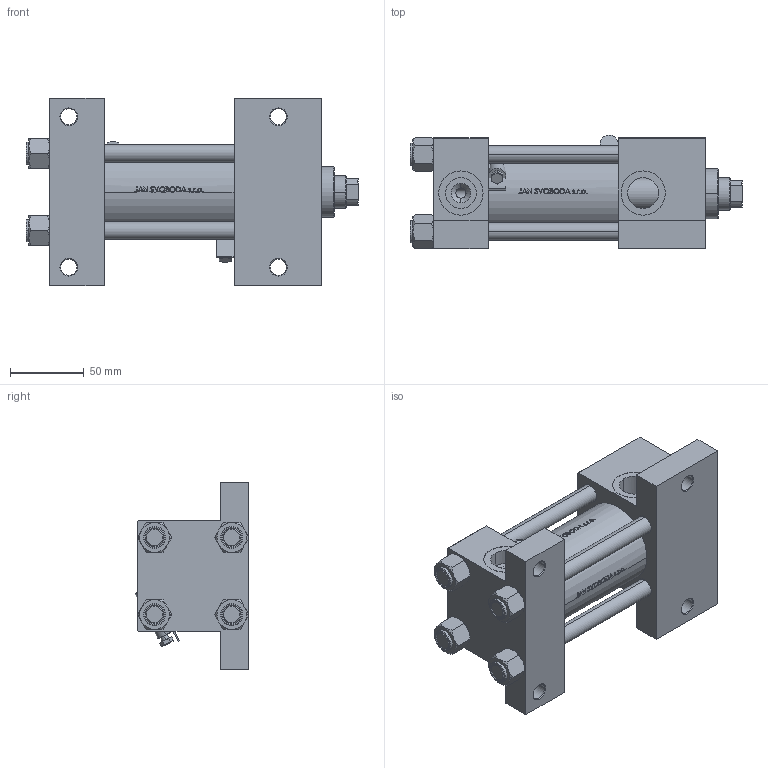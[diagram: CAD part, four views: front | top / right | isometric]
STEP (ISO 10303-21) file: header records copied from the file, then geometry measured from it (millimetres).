
FILE_DESCRIPTION (( 'STEP AP203' ), '1' );
FILE_NAME ('02f2.STEP', '2023-08-23T06:18:42', ( '' ), ( '' ), 'SwSTEP 2.0', 'SolidWorks 2019', '' );
FILE_SCHEMA (( 'CONFIG_CONTROL_DESIGN' ));
Length unit declared in the file: millimetre
Products named in the file (7): NUT_M5_G 1bb89ddb8c75b2d35364a426ccd73e81; V215_VC_A 1bb89ddb8c75b2d35364a426ccd73e81; V215CR_G_TYCINKA 1bb89ddb8c75b2d35364a426ccd73e81; MSRF_MSRG1 1bb89ddb8c75b2d35364a426ccd73e81; V215CR_VCP_G 1bb89ddb8c75b2d35364a426ccd73e81; 02f2; V215CR_G_Body 1bb89ddb8c75b2d35364a426ccd73e81
Assembly tree (13 placements, depth 2):
  02f2
    V215CR_G_Body 1bb89ddb8c75b2d35364a426ccd73e81
    V215CR_VCP_G 1bb89ddb8c75b2d35364a426ccd73e81
    V215CR_G_TYCINKA 1bb89ddb8c75b2d35364a426ccd73e81  x4
    NUT_M5_G 1bb89ddb8c75b2d35364a426ccd73e81  x4
    V215_VC_A 1bb89ddb8c75b2d35364a426ccd73e81
    MSRF_MSRG1 1bb89ddb8c75b2d35364a426ccd73e81  x2
Bounding box: 225 x 77.15 x 127 mm (x, y, z)
Volume: 803184.5 mm3; surface area: 180405.6 mm2
Topology: 13 solids, 13 shells, 1151 faces, 2898 edges, 1861 vertices
Faces by surface type: plane 467, bspline 380, cylinder 152, cone 144, torus 8
Entity records: 48540 total; most frequent: CARTESIAN_POINT 26120, ORIENTED_EDGE 5138, DIRECTION 3185, EDGE_CURVE 2569, VERTEX_POINT 1669, VECTOR 1341, LINE 1341, EDGE_LOOP 1104
